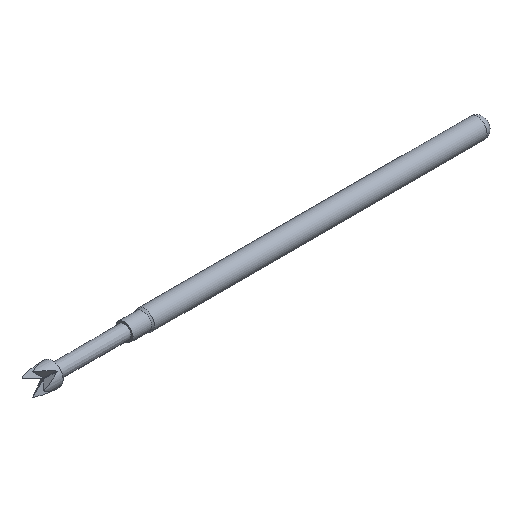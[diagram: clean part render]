
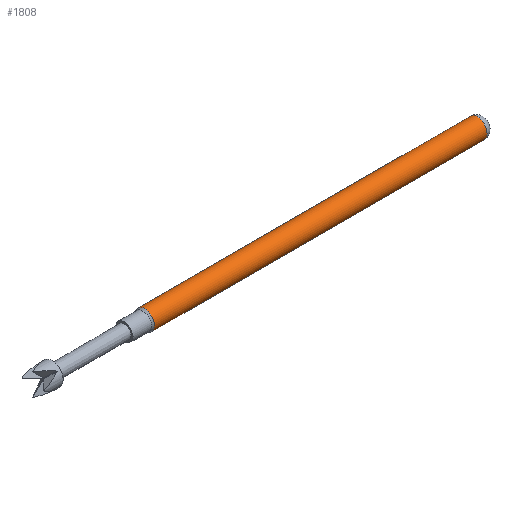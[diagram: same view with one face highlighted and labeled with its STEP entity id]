
A CAD part, isometric view. The second image highlights one B-rep face of the part: STEP entity #1808.
In plain terms, the highlighted cylindrical face has radius 0.683 mm (diameter 1.367 mm), a full revolution.
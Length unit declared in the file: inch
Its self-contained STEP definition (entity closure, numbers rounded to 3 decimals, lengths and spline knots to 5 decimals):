
#42 = DIRECTION ( 'NONE',  ( 0., 1., 0. ) ) ;
#322 = EDGE_LOOP ( 'NONE', ( #1022 ) ) ;
#407 = CYLINDRICAL_SURFACE ( 'NONE', #1943, 0.0269 ) ;
#527 = CARTESIAN_POINT ( 'NONE',  ( 0., 0., 0. ) ) ;
#666 = CARTESIAN_POINT ( 'NONE',  ( 0.94349, 0., 0. ) ) ;
#805 = VERTEX_POINT ( 'NONE', #2302 ) ;
#811 = AXIS2_PLACEMENT_3D ( 'NONE', #1885, #1130, #1920 ) ;
#850 = AXIS2_PLACEMENT_3D ( 'NONE', #527, #2415, #42 ) ;
#883 = FACE_OUTER_BOUND ( 'NONE', #322, .T. ) ;
#1022 = ORIENTED_EDGE ( 'NONE', *, *, #2943, .T. ) ;
#1130 = DIRECTION ( 'NONE',  ( 1., 0., 0. ) ) ;
#1160 = EDGE_CURVE ( 'NONE', #805, #805, #2591, .T. ) ;
#1386 = DIRECTION ( 'NONE',  ( -1., 0., 0. ) ) ;
#1605 = FACE_OUTER_BOUND ( 'NONE', #2284, .T. ) ;
#1808 = ADVANCED_FACE ( 'NONE', ( #883, #1605 ), #407, .T. ) ;
#1885 = CARTESIAN_POINT ( 'NONE',  ( 0.92373, 0., 0. ) ) ;
#1920 = DIRECTION ( 'NONE',  ( 0., 1., 0. ) ) ;
#1943 = AXIS2_PLACEMENT_3D ( 'NONE', #666, #1386, #3098 ) ;
#2266 = VERTEX_POINT ( 'NONE', #2959 ) ;
#2284 = EDGE_LOOP ( 'NONE', ( #2929 ) ) ;
#2302 = CARTESIAN_POINT ( 'NONE',  ( 0.92373, 0.0269, 0. ) ) ;
#2415 = DIRECTION ( 'NONE',  ( 1., 0., 0. ) ) ;
#2591 = CIRCLE ( 'NONE', #811, 0.0269 ) ;
#2732 = CIRCLE ( 'NONE', #850, 0.0269 ) ;
#2929 = ORIENTED_EDGE ( 'NONE', *, *, #1160, .F. ) ;
#2943 = EDGE_CURVE ( 'NONE', #2266, #2266, #2732, .T. ) ;
#2959 = CARTESIAN_POINT ( 'NONE',  ( 0., 0.0269, 0. ) ) ;
#3098 = DIRECTION ( 'NONE',  ( 0., 0., 1. ) ) ;
